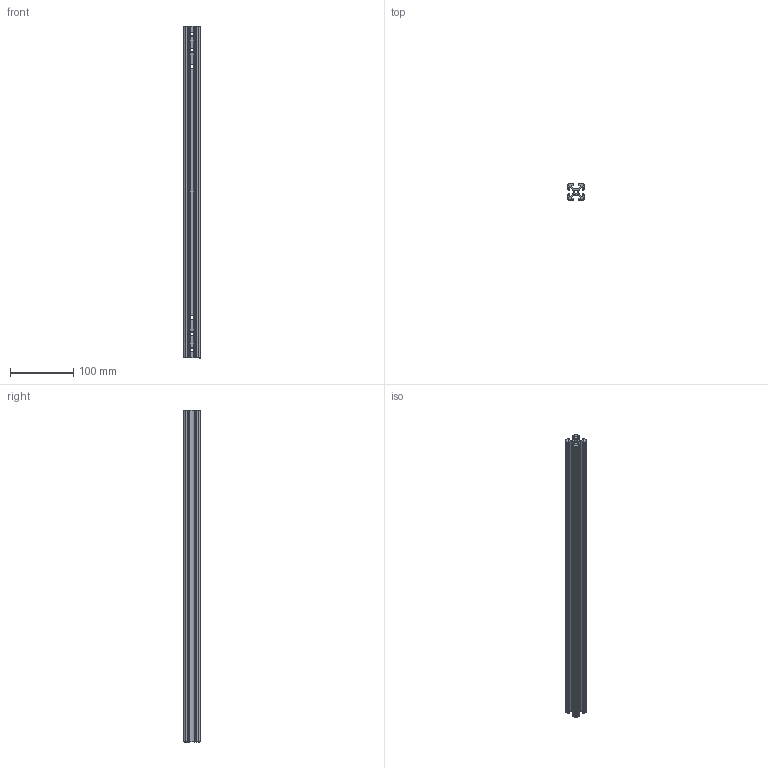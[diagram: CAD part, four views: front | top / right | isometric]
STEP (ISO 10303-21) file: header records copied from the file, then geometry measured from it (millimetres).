
FILE_DESCRIPTION (( 'STEP AP214' ), '1' );
FILE_NAME ('8020 BackBar^PrimaryAssembly.STEP', '2021-03-03T02:08:29', ( '' ), ( '' ), 'SwSTEP 2.0', 'SolidWorks 2020', '' );
FILE_SCHEMA (( 'AUTOMOTIVE_DESIGN' ));
Length unit declared in the file: inch
Products named in the file (1): 8020 BackBar^PrimaryAssembly
Bounding box: 25.4 x 25.4 x 523.4 mm (x, y, z)
Volume: 145640.4 mm3; surface area: 117457.9 mm2
Topology: 1 solids, 1 shells, 144 faces, 498 edges, 332 vertices
Faces by surface type: cylinder 86, plane 58
Entity records: 6702 total; most frequent: CARTESIAN_POINT 2295, ORIENTED_EDGE 996, DIRECTION 888, EDGE_CURVE 498, VERTEX_POINT 332, AXIS2_PLACEMENT_3D 317, LINE 254, VECTOR 254
